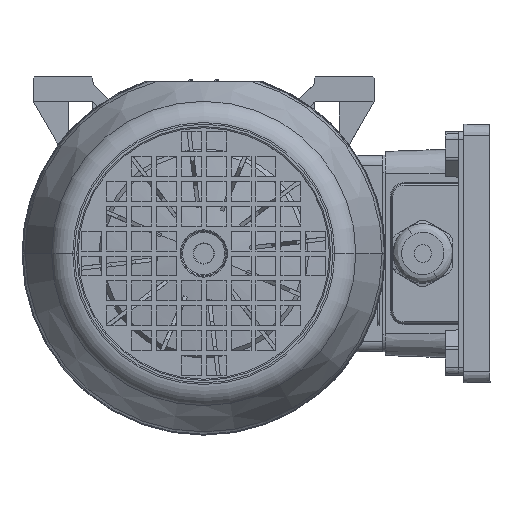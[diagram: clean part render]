
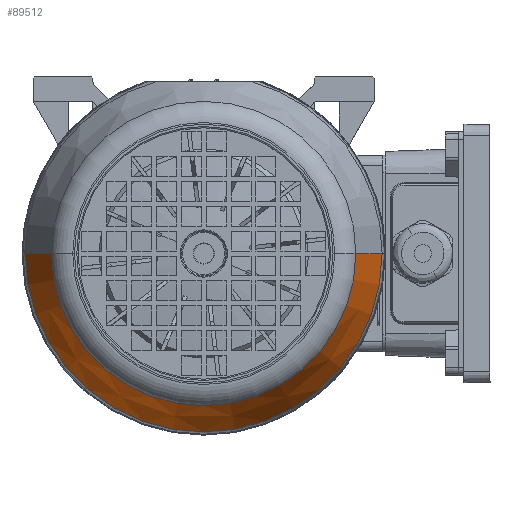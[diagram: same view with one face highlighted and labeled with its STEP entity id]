
A CAD part, left-side view. The second image highlights one B-rep face of the part: STEP entity #89512.
In plain terms, the highlighted conical face has half-angle 23.629 degrees and reference radius 58.5 mm.
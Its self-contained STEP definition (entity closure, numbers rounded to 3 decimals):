
#4211 = LINE ( 'NONE', #33768, #118798 ) ;
#5593 = CONICAL_SURFACE ( 'NONE', #49924, 58.5, 0.412 ) ;
#9009 = EDGE_CURVE ( 'NONE', #113487, #104040, #35657, .T. ) ;
#15262 = ORIENTED_EDGE ( 'NONE', *, *, #79080, .T. ) ;
#24070 = CARTESIAN_POINT ( 'NONE',  ( 64.008, 0., -61.121 ) ) ;
#25495 = DIRECTION ( 'NONE',  ( -1., 0., 0. ) ) ;
#26903 = EDGE_LOOP ( 'NONE', ( #46657, #15262, #62620, #70698 ) ) ;
#33768 = CARTESIAN_POINT ( 'NONE',  ( 70., 0., 58.5 ) ) ;
#35126 = DIRECTION ( 'NONE',  ( 0., 0., -1. ) ) ;
#35657 = CIRCLE ( 'NONE', #53088, 71.662 ) ;
#36640 = EDGE_CURVE ( 'NONE', #75093, #117522, #81297, .T. ) ;
#38917 = CARTESIAN_POINT ( 'NONE',  ( 70., 0., -58.5 ) ) ;
#39087 = CARTESIAN_POINT ( 'NONE',  ( 39.916, 0., 0. ) ) ;
#43561 = CARTESIAN_POINT ( 'NONE',  ( 64.008, 0., 0. ) ) ;
#44231 = DIRECTION ( 'NONE',  ( 0., 0., 1. ) ) ;
#45400 = DIRECTION ( 'NONE',  ( -1., 0., 0. ) ) ;
#46657 = ORIENTED_EDGE ( 'NONE', *, *, #36640, .T. ) ;
#48670 = CARTESIAN_POINT ( 'NONE',  ( 39.916, 0., -71.662 ) ) ;
#49924 = AXIS2_PLACEMENT_3D ( 'NONE', #83488, #45400, #44231 ) ;
#52935 = CARTESIAN_POINT ( 'NONE',  ( 64.008, 0., 61.121 ) ) ;
#53088 = AXIS2_PLACEMENT_3D ( 'NONE', #39087, #74823, #112847 ) ;
#58004 = EDGE_CURVE ( 'NONE', #75093, #104040, #4211, .T. ) ;
#62620 = ORIENTED_EDGE ( 'NONE', *, *, #9009, .T. ) ;
#70698 = ORIENTED_EDGE ( 'NONE', *, *, #58004, .F. ) ;
#74648 = LINE ( 'NONE', #38917, #83969 ) ;
#74823 = DIRECTION ( 'NONE',  ( 1., 0., 0. ) ) ;
#75093 = VERTEX_POINT ( 'NONE', #52935 ) ;
#79080 = EDGE_CURVE ( 'NONE', #117522, #113487, #74648, .T. ) ;
#81297 = CIRCLE ( 'NONE', #114025, 61.121 ) ;
#83488 = CARTESIAN_POINT ( 'NONE',  ( 70., 0., 0. ) ) ;
#83969 = VECTOR ( 'NONE', #111497, 1000. ) ;
#89512 = ADVANCED_FACE ( 'NONE', ( #118557 ), #5593, .T. ) ;
#99333 = CARTESIAN_POINT ( 'NONE',  ( 39.916, 0., 71.662 ) ) ;
#104040 = VERTEX_POINT ( 'NONE', #99333 ) ;
#106283 = DIRECTION ( 'NONE',  ( -0.916, 0., 0.401 ) ) ;
#111497 = DIRECTION ( 'NONE',  ( -0.916, 0., -0.401 ) ) ;
#112847 = DIRECTION ( 'NONE',  ( 0., 0., -1. ) ) ;
#113487 = VERTEX_POINT ( 'NONE', #48670 ) ;
#114025 = AXIS2_PLACEMENT_3D ( 'NONE', #43561, #25495, #35126 ) ;
#117522 = VERTEX_POINT ( 'NONE', #24070 ) ;
#118557 = FACE_OUTER_BOUND ( 'NONE', #26903, .T. ) ;
#118798 = VECTOR ( 'NONE', #106283, 1000. ) ;
